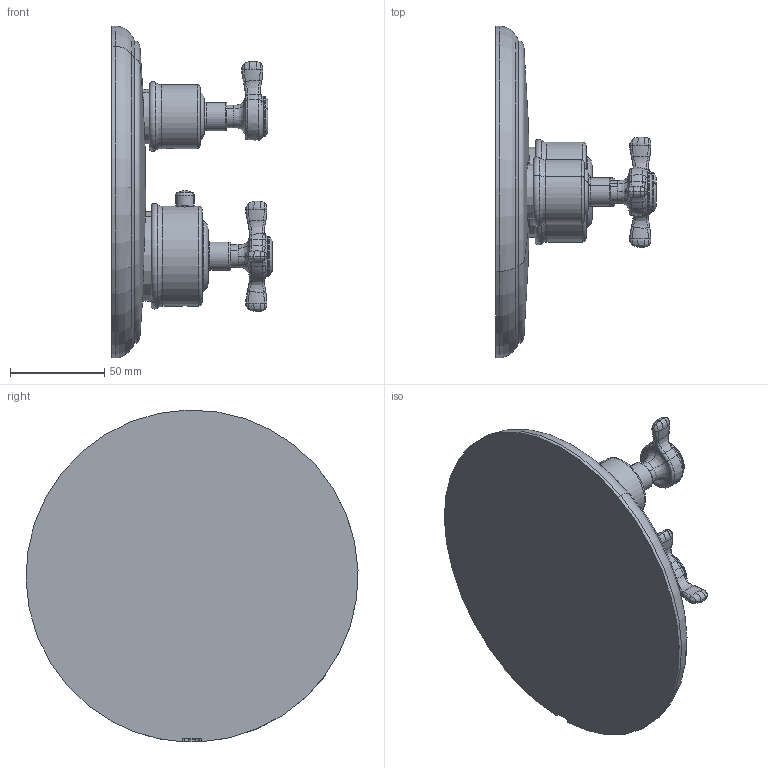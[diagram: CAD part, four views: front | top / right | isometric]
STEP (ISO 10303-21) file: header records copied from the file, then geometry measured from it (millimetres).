
FILE_DESCRIPTION(('3DEXPERIENCE STEP','CAx-IF Rec.Pracs.--- Model Styling and Organization---1.5--- 2016-08-15','CAx-IF Rec.Pracs.---Supplemental Geometry---1.0---2011-11-01','CAx-IF Rec.Pracs.--- Composite Materials ---3.4---2017-06-13','CAx-IF Rec.Pracs.---Tessellated 3D Geometry---1.0---2015-12-17'),'2;1');
FILE_NAME('PPR_1000105860.stp','2024-09-04T09:44:55+00:00',('none'),('none'),'3DEXPERIENCE Platform3DEXPERIENCE R2023x HotFix 5','3DEXPERIENCE Platform STEP AP242 v2','none');
FILE_SCHEMA(('AP242_MANAGED_MODEL_BASED_3D_ENGINEERING_MIM_LF {1 0 10303 442 1 1 4}'));
Length unit declared in the file: millimetre
Products named in the file (12): P-2_AX_Montreux_Thm_UP_FS_m_AV_Kreu; V5_P_2_Rosette_UPT_AV_AUV_Traditional; V5_P_2_Anschlaghuelse_UPT_(22,5)_(R04); V5_P_2_Huelse_Absperrventil_90°_KUS(L=10,1); V5_P_2_Hebel_AV/AUV-_Griff_UPT_Traditional; V5_Gewindestift_DIN914-M4x8-A2; V5_P_2_Kappe_2G-WTA_Traditional; V5_P_2_AV/_AUV-_Griff_UPT_Traditional; V5_P_2_Thermostatgriff_UPT_Traditional; V5_P_2_Druckknopf_(R08); V5_Gewindestift_DIN551-5x16-A1-mit_Streifen; V5_P_2_Kreuzgriff_19,5_bearbeitet_Tradition
Assembly tree (12 placements, depth 2):
  P-2_AX_Montreux_Thm_UP_FS_m_AV_Kreu
    V5_P_2_Rosette_UPT_AV_AUV_Traditional
    V5_P_2_Anschlaghuelse_UPT_(22,5)_(R04)
    V5_P_2_Huelse_Absperrventil_90°_KUS(L=10,1)
    V5_P_2_Hebel_AV/AUV-_Griff_UPT_Traditional
    V5_Gewindestift_DIN914-M4x8-A2
    V5_P_2_Kappe_2G-WTA_Traditional  x2
    V5_P_2_AV/_AUV-_Griff_UPT_Traditional
    V5_P_2_Thermostatgriff_UPT_Traditional
    V5_P_2_Druckknopf_(R08)
    V5_Gewindestift_DIN551-5x16-A1-mit_Streifen
    V5_P_2_Kreuzgriff_19,5_bearbeitet_Tradition
Bounding box: 84.8 x 175.93 x 175.89 mm (x, y, z)
Volume: 515528.6 mm3; surface area: 87041.4 mm2
Topology: 12 solids, 12 shells, 409 faces, 994 edges, 618 vertices
Faces by surface type: bspline 213, plane 64, torus 54, cylinder 44, cone 22, revolution 8, sphere 4
Entity records: 21996 total; most frequent: CARTESIAN_POINT 15014, ORIENTED_EDGE 1944, EDGE_CURVE 972, DIRECTION 641, VERTEX_POINT 608, EDGE_LOOP 412, ADVANCED_FACE 399, FACE_OUTER_BOUND 399
